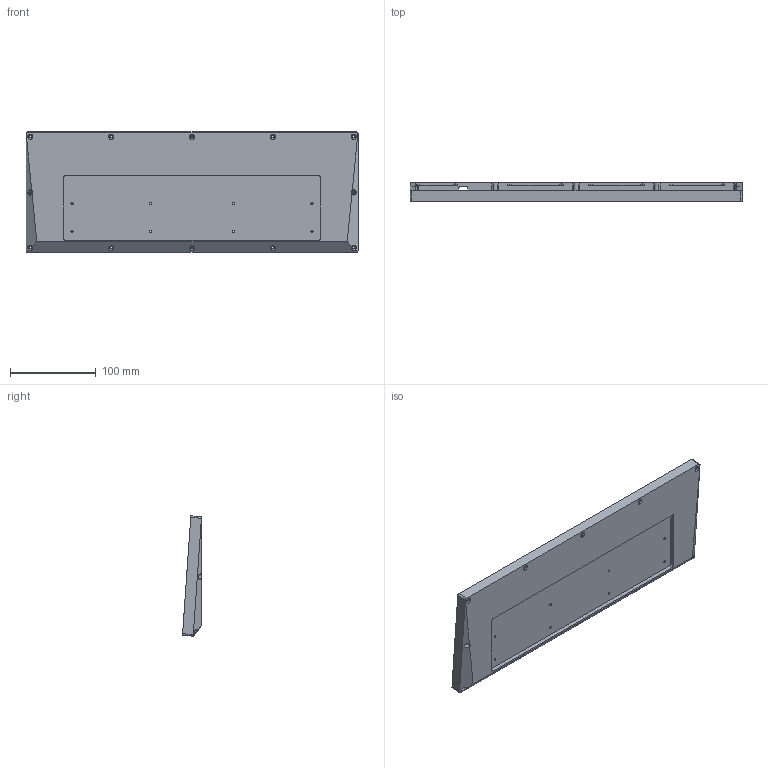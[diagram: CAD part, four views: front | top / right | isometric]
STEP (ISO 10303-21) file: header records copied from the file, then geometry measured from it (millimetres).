
FILE_DESCRIPTION(/* description */ (''),/* implementation_level */ '2;1');
FILE_NAME(/* name */ 'Case_Bottom.step',/* time_stamp */ '2023-08-03T15:04:12-06:00',/* author */ (''),/* organization */ (''),/* preprocessor_version */ 'ST-DEVELOPER v19.2',/* originating_system */ 'Autodesk Translation Framework v12.6.0.85',/* authorisation */ '');
FILE_SCHEMA (('AUTOMOTIVE_DESIGN { 1 0 10303 214 3 1 1 }'));
Length unit declared in the file: millimetre
Products named in the file (1): Case_Bottom
Bounding box: 387.5 x 22.24 x 140.53 mm (x, y, z)
Volume: 351618.8 mm3; surface area: 138618.6 mm2
Topology: 1 solids, 1 shells, 196 faces, 552 edges, 368 vertices
Faces by surface type: cylinder 120, plane 76
Full cylindrical faces by diameter (mm): 2.5 x8, 3 x12, 6 x12
Entity records: 6573 total; most frequent: DIRECTION 1199, CARTESIAN_POINT 1117, ORIENTED_EDGE 1104, EDGE_CURVE 552, AXIS2_PLACEMENT_3D 450, VERTEX_POINT 368, LINE 299, VECTOR 299
